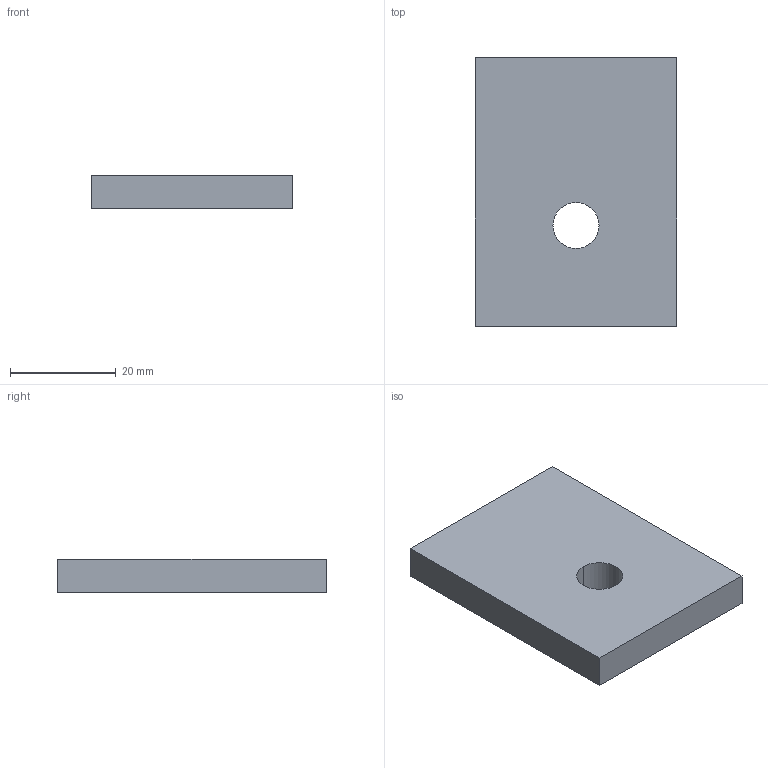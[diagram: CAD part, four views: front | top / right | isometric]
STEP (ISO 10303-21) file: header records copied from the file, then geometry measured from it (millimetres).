
FILE_DESCRIPTION((''),'2;1');
FILE_NAME('15AC7977.stp','2015-07-16T10:45:27',(''),(''),'Mechanical Desktop 2011','Mechanical Desktop 2011',', , ');
FILE_SCHEMA(('AUTOMOTIVE_DESIGN { 1 2 10303 214 1 1 1 1 }'));
Length unit declared in the file: inch
Products named in the file (11): Product; *U10; *U9; *U8; *U7; *U6; *U5; *U4; *U3; *U2; *U1
Bounding box: 38.1 x 50.8 x 6.35 mm (x, y, z)
Volume: 11911.8 mm3; surface area: 5054.6 mm2
Topology: 1 solids, 1 shells, 8 faces, 18 edges, 12 vertices
Faces by surface type: plane 6, cylinder 2
Entity records: 417 total; most frequent: DIRECTION 60, CARTESIAN_POINT 49, ORIENTED_EDGE 36, AXIS2_PLACEMENT_3D 23, PRODUCT_DEFINITION_SHAPE 21, EDGE_CURVE 18, VECTOR 14, LINE 14
